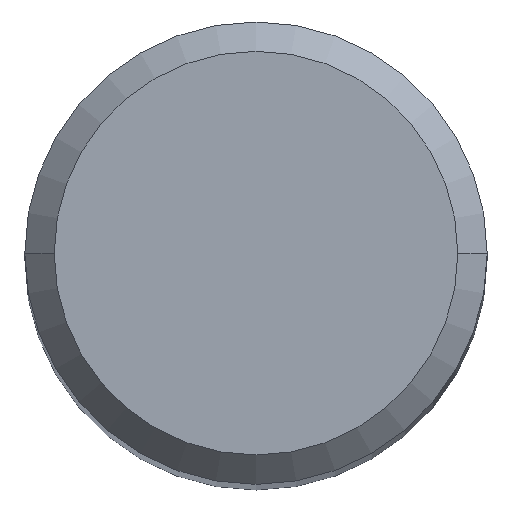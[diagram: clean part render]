
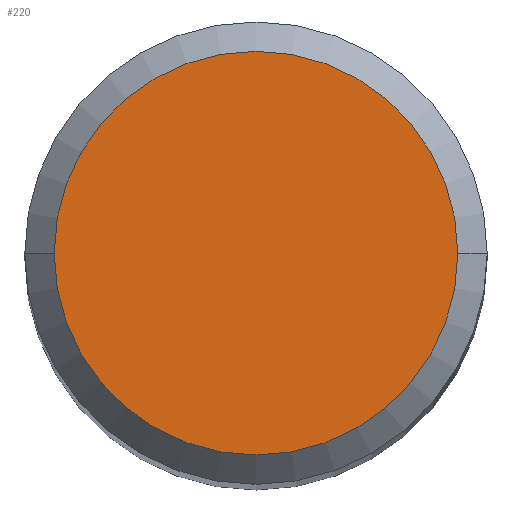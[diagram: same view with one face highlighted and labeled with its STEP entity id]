
A CAD part, top view. The second image highlights one B-rep face of the part: STEP entity #220.
In plain terms, the highlighted planar face has unit normal (0, 0, 1).
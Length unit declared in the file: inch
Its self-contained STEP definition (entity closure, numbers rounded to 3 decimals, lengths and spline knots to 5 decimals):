
#1 = CARTESIAN_POINT ( 'NONE',  ( 0., 0., 2.24409 ) ) ;
#20 = VERTEX_POINT ( 'NONE', #243 ) ;
#28 = PLANE ( 'NONE',  #185 ) ;
#37 = FACE_OUTER_BOUND ( 'NONE', #172, .T. ) ;
#81 = ORIENTED_EDGE ( 'NONE', *, *, #379, .T. ) ;
#88 = CARTESIAN_POINT ( 'NONE',  ( 0., 0., 2.24409 ) ) ;
#91 = DIRECTION ( 'NONE',  ( 1., 0., 0. ) ) ;
#122 = DIRECTION ( 'NONE',  ( 0., 0., 1. ) ) ;
#157 = CIRCLE ( 'NONE', #272, 0.10311 ) ;
#172 = EDGE_LOOP ( 'NONE', ( #298, #81 ) ) ;
#185 = AXIS2_PLACEMENT_3D ( 'NONE', #88, #206, #257 ) ;
#206 = DIRECTION ( 'NONE',  ( 0., 0., 1. ) ) ;
#220 = ADVANCED_FACE ( 'NONE', ( #37 ), #28, .T. ) ;
#237 = AXIS2_PLACEMENT_3D ( 'NONE', #349, #286, #91 ) ;
#240 = CIRCLE ( 'NONE', #237, 0.10311 ) ;
#243 = CARTESIAN_POINT ( 'NONE',  ( 0.10311, 0., 2.24409 ) ) ;
#257 = DIRECTION ( 'NONE',  ( 1., 0., 0. ) ) ;
#264 = EDGE_CURVE ( 'NONE', #288, #20, #240, .T. ) ;
#272 = AXIS2_PLACEMENT_3D ( 'NONE', #1, #122, #352 ) ;
#286 = DIRECTION ( 'NONE',  ( 0., 0., 1. ) ) ;
#288 = VERTEX_POINT ( 'NONE', #372 ) ;
#298 = ORIENTED_EDGE ( 'NONE', *, *, #264, .T. ) ;
#349 = CARTESIAN_POINT ( 'NONE',  ( 0., 0., 2.24409 ) ) ;
#352 = DIRECTION ( 'NONE',  ( 1., 0., 0. ) ) ;
#372 = CARTESIAN_POINT ( 'NONE',  ( -0.10311, 0., 2.24409 ) ) ;
#379 = EDGE_CURVE ( 'NONE', #20, #288, #157, .T. ) ;
